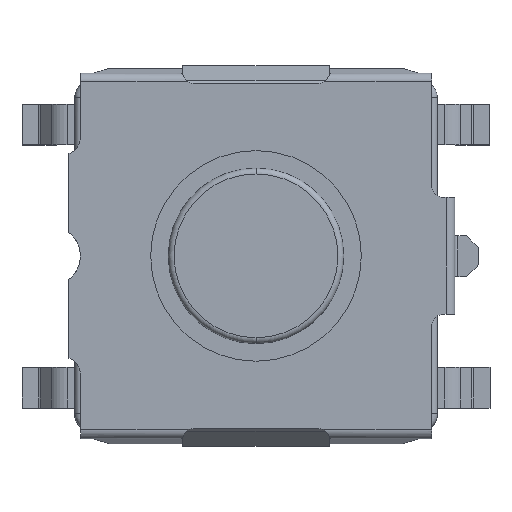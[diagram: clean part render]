
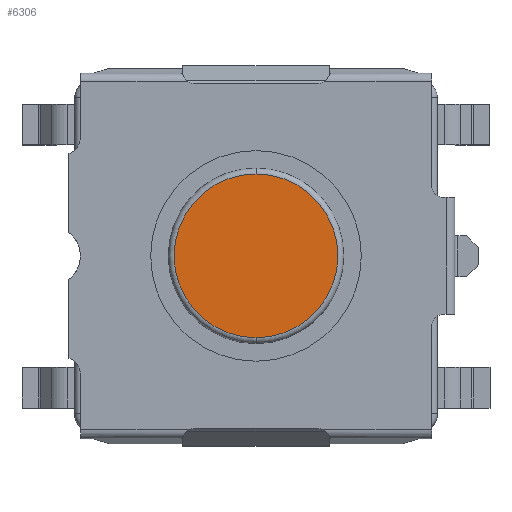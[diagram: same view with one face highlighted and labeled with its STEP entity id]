
A CAD part, top view. The second image highlights one B-rep face of the part: STEP entity #6306.
In plain terms, the highlighted face is planar.
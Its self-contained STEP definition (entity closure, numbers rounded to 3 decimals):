
#3378 = FACE_OUTER_BOUND ( 'NONE', #6310, .T. ) ;
#3413 = DIRECTION ( 'NONE',  ( 0., 0., 1. ) ) ;
#3414 = DIRECTION ( 'NONE',  ( 0., 1., 0. ) ) ;
#3415 = CARTESIAN_POINT ( 'NONE',  ( 0., 3.1, 0. ) ) ;
#3416 = AXIS2_PLACEMENT_3D ( 'NONE', #3415, #3414, #3413 ) ;
#3418 = PLANE ( 'NONE',  #3416 ) ;
#4875 = VERTEX_POINT ( 'NONE', #8614 ) ;
#4901 = VERTEX_POINT ( 'NONE', #8642 ) ;
#4933 = EDGE_CURVE ( 'NONE', #4901, #4875, #8729, .T. ) ;
#6264 = EDGE_CURVE ( 'NONE', #4875, #4901, #6823, .T. ) ;
#6299 = ORIENTED_EDGE ( 'NONE', *, *, #6264, .F. ) ;
#6306 = ADVANCED_FACE ( 'NONE', ( #3378 ), #3418, .T. ) ;
#6310 = EDGE_LOOP ( 'NONE', ( #6311, #6299 ) ) ;
#6311 = ORIENTED_EDGE ( 'NONE', *, *, #4933, .F. ) ;
#6823 = CIRCLE ( 'NONE', #6830, 1.4 ) ;
#6826 = DIRECTION ( 'NONE',  ( 0., -1., 0. ) ) ;
#6828 = CARTESIAN_POINT ( 'NONE',  ( 0., 3.1, 0. ) ) ;
#6830 = AXIS2_PLACEMENT_3D ( 'NONE', #6828, #6826, #6833 ) ;
#6833 = DIRECTION ( 'NONE',  ( 0., 0., -1. ) ) ;
#8614 = CARTESIAN_POINT ( 'NONE',  ( 0., 3.1, 1.4 ) ) ;
#8642 = CARTESIAN_POINT ( 'NONE',  ( 0., 3.1, -1.4 ) ) ;
#8725 = DIRECTION ( 'NONE',  ( 0., 0., -1. ) ) ;
#8726 = DIRECTION ( 'NONE',  ( 0., -1., 0. ) ) ;
#8727 = CARTESIAN_POINT ( 'NONE',  ( 0., 3.1, 0. ) ) ;
#8728 = AXIS2_PLACEMENT_3D ( 'NONE', #8727, #8726, #8725 ) ;
#8729 = CIRCLE ( 'NONE', #8728, 1.4 ) ;
